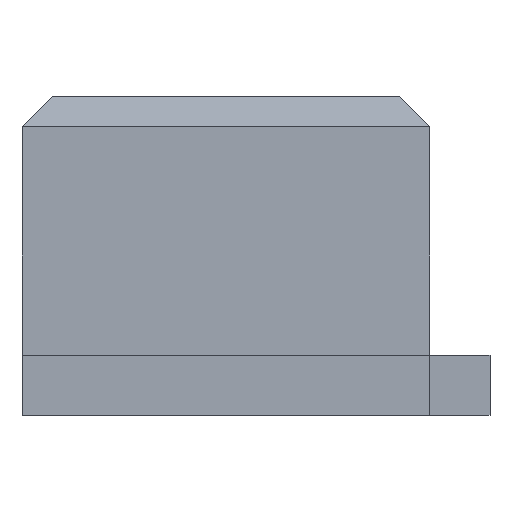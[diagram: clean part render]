
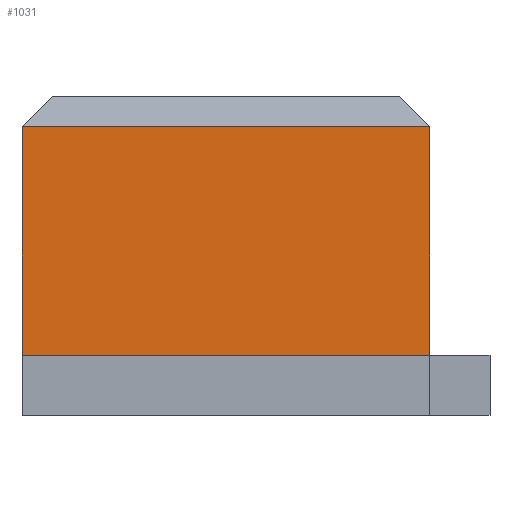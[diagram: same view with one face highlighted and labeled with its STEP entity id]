
A CAD part, left-side view. The second image highlights one B-rep face of the part: STEP entity #1031.
In plain terms, the highlighted planar face has unit normal (-1, 0, 0).
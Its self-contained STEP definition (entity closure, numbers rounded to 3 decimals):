
#143=FACE_OUTER_BOUND('',#202,.T.);
#202=EDGE_LOOP('',(#871,#872,#873,#874));
#281=LINE('',#2076,#373);
#291=LINE('',#2096,#383);
#297=LINE('',#2107,#389);
#299=LINE('',#2110,#391);
#373=VECTOR('',#1214,10.);
#383=VECTOR('',#1234,10.);
#389=VECTOR('',#1244,10.);
#391=VECTOR('',#1248,10.);
#476=VERTEX_POINT('',#2056);
#481=VERTEX_POINT('',#2070);
#486=VERTEX_POINT('',#2095);
#489=VERTEX_POINT('',#2105);
#611=EDGE_CURVE('',#476,#481,#281,.T.);
#621=EDGE_CURVE('',#486,#481,#291,.T.);
#627=EDGE_CURVE('',#476,#489,#297,.T.);
#629=EDGE_CURVE('',#489,#486,#299,.T.);
#871=ORIENTED_EDGE('',*,*,#611,.F.);
#872=ORIENTED_EDGE('',*,*,#627,.T.);
#873=ORIENTED_EDGE('',*,*,#629,.T.);
#874=ORIENTED_EDGE('',*,*,#621,.T.);
#981=PLANE('',#1091);
#1031=ADVANCED_FACE('',(#143),#981,.T.);
#1091=AXIS2_PLACEMENT_3D('',#2109,#1246,#1247);
#1214=DIRECTION('',(0.,-1.,0.));
#1234=DIRECTION('',(0.,0.,1.));
#1244=DIRECTION('',(0.,0.,-1.));
#1246=DIRECTION('center_axis',(-1.,0.,0.));
#1247=DIRECTION('ref_axis',(0.,0.,1.));
#1248=DIRECTION('',(0.,-1.,0.));
#2056=CARTESIAN_POINT('',(-11.3,-69.002,14.87));
#2070=CARTESIAN_POINT('',(-11.3,-82.602,14.87));
#2076=CARTESIAN_POINT('',(-11.3,-69.102,14.87));
#2095=CARTESIAN_POINT('',(-11.3,-82.602,7.27));
#2096=CARTESIAN_POINT('',(-11.3,-82.602,4.659));
#2105=CARTESIAN_POINT('',(-11.3,-69.002,7.27));
#2107=CARTESIAN_POINT('',(-11.3,-69.002,15.87));
#2109=CARTESIAN_POINT('Origin',(-11.3,-69.002,15.87));
#2110=CARTESIAN_POINT('',(-11.3,-76.002,7.27));
